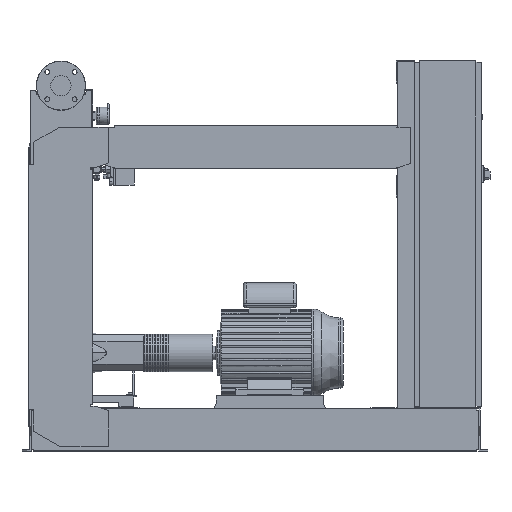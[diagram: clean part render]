
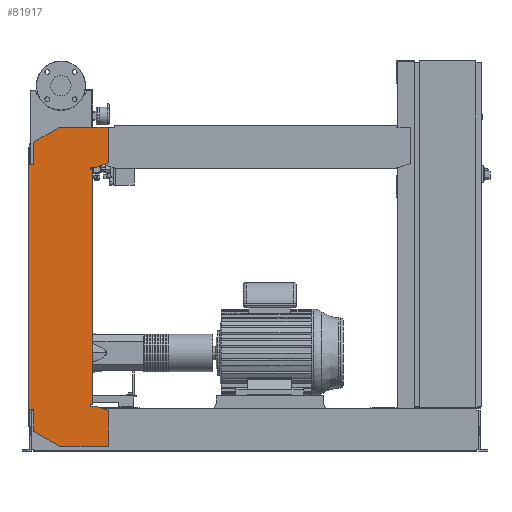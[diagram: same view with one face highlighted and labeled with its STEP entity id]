
A CAD part, front view. The second image highlights one B-rep face of the part: STEP entity #81917.
In plain terms, the highlighted free-form (B-spline) face has degree [1, 1] with [2, 2] control points.
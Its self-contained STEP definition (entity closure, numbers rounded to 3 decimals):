
#81402=CARTESIAN_POINT('',(-102.0,-234.5,1076.0));
#81403=VERTEX_POINT('',#81402);
#81410=CARTESIAN_POINT('',(-102.0,-234.5,1158.574));
#81411=VERTEX_POINT('',#81410);
#81412=CARTESIAN_POINT('',(-102.0,-234.5,1076.0));
#81413=DIRECTION('',(0.0,0.0,1.0));
#81414=VECTOR('',#81413,82.574);
#81415=LINE('',#81412,#81414);
#81416=EDGE_CURVE('',#81403,#81411,#81415,.T.);
#81434=CARTESIAN_POINT('',(-6.,-234.5,1214.0));
#81435=VERTEX_POINT('',#81434);
#81436=CARTESIAN_POINT('',(-102.0,-234.5,1158.574));
#81437=DIRECTION('',(0.866,0.0,0.5));
#81438=VECTOR('',#81437,110.851);
#81439=LINE('',#81436,#81438);
#81440=EDGE_CURVE('',#81411,#81435,#81439,.T.);
#81458=CARTESIAN_POINT('',(177.0,-234.5,1214.0));
#81459=VERTEX_POINT('',#81458);
#81460=CARTESIAN_POINT('',(-6.,-234.5,1214.0));
#81461=DIRECTION('',(1.0,0.0,0.0));
#81462=VECTOR('',#81461,183.0);
#81463=LINE('',#81460,#81462);
#81464=EDGE_CURVE('',#81435,#81459,#81463,.T.);
#81482=CARTESIAN_POINT('',(177.0,-234.5,1080.379));
#81483=VERTEX_POINT('',#81482);
#81484=CARTESIAN_POINT('',(177.0,-234.5,1214.0));
#81485=DIRECTION('',(0.0,0.0,-1.0));
#81486=VECTOR('',#81485,133.621);
#81487=LINE('',#81484,#81486);
#81488=EDGE_CURVE('',#81459,#81483,#81487,.T.);
#81506=CARTESIAN_POINT('',(132.,-234.5,1064.0));
#81507=VERTEX_POINT('',#81506);
#81508=CARTESIAN_POINT('',(177.0,-234.5,1080.379));
#81509=DIRECTION('',(-0.94,0.,-0.342));
#81510=VECTOR('',#81509,47.888);
#81511=LINE('',#81508,#81510);
#81512=EDGE_CURVE('',#81483,#81507,#81511,.T.);
#81530=CARTESIAN_POINT('',(112.0,-234.5,1064.0));
#81531=VERTEX_POINT('',#81530);
#81532=CARTESIAN_POINT('',(132.,-234.5,1064.0));
#81533=DIRECTION('',(-1.0,0.0,0.0));
#81534=VECTOR('',#81533,20.);
#81535=LINE('',#81532,#81534);
#81536=EDGE_CURVE('',#81507,#81531,#81535,.T.);
#81554=CARTESIAN_POINT('',(112.0,-234.5,1056.0));
#81555=VERTEX_POINT('',#81554);
#81556=CARTESIAN_POINT('',(112.0,-234.5,1064.0));
#81557=DIRECTION('',(0.0,0.0,-1.0));
#81558=VECTOR('',#81557,8.0);
#81559=LINE('',#81556,#81558);
#81560=EDGE_CURVE('',#81531,#81555,#81559,.T.);
#81578=CARTESIAN_POINT('',(120.,-234.5,1056.0));
#81579=VERTEX_POINT('',#81578);
#81580=CARTESIAN_POINT('',(112.0,-234.5,1056.0));
#81581=DIRECTION('',(1.0,0.0,0.0));
#81582=VECTOR('',#81581,8.);
#81583=LINE('',#81580,#81582);
#81584=EDGE_CURVE('',#81555,#81579,#81583,.T.);
#81602=CARTESIAN_POINT('',(120.,-234.5,176.));
#81603=VERTEX_POINT('',#81602);
#81614=CARTESIAN_POINT('',(120.,-234.5,1056.0));
#81615=DIRECTION('',(0.0,0.0,-1.0));
#81616=VECTOR('',#81615,880.);
#81617=LINE('',#81614,#81616);
#81618=EDGE_CURVE('',#81579,#81603,#81617,.T.);
#81632=CARTESIAN_POINT('',(112.,-234.5,176.));
#81633=VERTEX_POINT('',#81632);
#81634=CARTESIAN_POINT('',(120.,-234.5,176.));
#81635=DIRECTION('',(-1.0,0.0,0.0));
#81636=VECTOR('',#81635,8.);
#81637=LINE('',#81634,#81636);
#81638=EDGE_CURVE('',#81603,#81633,#81637,.T.);
#81656=CARTESIAN_POINT('',(112.,-234.5,168.));
#81657=VERTEX_POINT('',#81656);
#81658=CARTESIAN_POINT('',(112.,-234.5,176.));
#81659=DIRECTION('',(0.0,0.0,-1.0));
#81660=VECTOR('',#81659,8.0);
#81661=LINE('',#81658,#81660);
#81662=EDGE_CURVE('',#81633,#81657,#81661,.T.);
#81680=CARTESIAN_POINT('',(132.,-234.5,168.));
#81681=VERTEX_POINT('',#81680);
#81682=CARTESIAN_POINT('',(112.,-234.5,168.));
#81683=DIRECTION('',(1.0,0.0,0.0));
#81684=VECTOR('',#81683,20.0);
#81685=LINE('',#81682,#81684);
#81686=EDGE_CURVE('',#81657,#81681,#81685,.T.);
#81704=CARTESIAN_POINT('',(177.,-234.5,151.621));
#81705=VERTEX_POINT('',#81704);
#81706=CARTESIAN_POINT('',(132.,-234.5,168.));
#81707=DIRECTION('',(0.94,0.,-0.342));
#81708=VECTOR('',#81707,47.888);
#81709=LINE('',#81706,#81708);
#81710=EDGE_CURVE('',#81681,#81705,#81709,.T.);
#81728=CARTESIAN_POINT('',(177.,-234.5,18.0));
#81729=VERTEX_POINT('',#81728);
#81730=CARTESIAN_POINT('',(177.,-234.5,151.621));
#81731=DIRECTION('',(0.0,0.0,-1.0));
#81732=VECTOR('',#81731,133.621);
#81733=LINE('',#81730,#81732);
#81734=EDGE_CURVE('',#81705,#81729,#81733,.T.);
#81752=CARTESIAN_POINT('',(-4.,-234.5,18.0));
#81753=VERTEX_POINT('',#81752);
#81754=CARTESIAN_POINT('',(177.,-234.5,18.0));
#81755=DIRECTION('',(-1.0,0.0,0.0));
#81756=VECTOR('',#81755,181.);
#81757=LINE('',#81754,#81756);
#81758=EDGE_CURVE('',#81729,#81753,#81757,.T.);
#81776=CARTESIAN_POINT('',(-102.,-234.5,74.58));
#81777=VERTEX_POINT('',#81776);
#81778=CARTESIAN_POINT('',(-4.,-234.5,18.0));
#81779=DIRECTION('',(-0.866,0.0,0.5));
#81780=VECTOR('',#81779,113.161);
#81781=LINE('',#81778,#81780);
#81782=EDGE_CURVE('',#81753,#81777,#81781,.T.);
#81800=CARTESIAN_POINT('',(-102.,-234.5,156.0));
#81801=VERTEX_POINT('',#81800);
#81802=CARTESIAN_POINT('',(-102.,-234.5,74.58));
#81803=DIRECTION('',(0.0,0.0,1.0));
#81804=VECTOR('',#81803,81.42);
#81805=LINE('',#81802,#81804);
#81806=EDGE_CURVE('',#81777,#81801,#81805,.T.);
#81824=CARTESIAN_POINT('',(-122.,-234.5,156.0));
#81825=VERTEX_POINT('',#81824);
#81826=CARTESIAN_POINT('',(-102.,-234.5,156.0));
#81827=DIRECTION('',(-1.0,0.0,0.0));
#81828=VECTOR('',#81827,20.0);
#81829=LINE('',#81826,#81828);
#81830=EDGE_CURVE('',#81801,#81825,#81829,.T.);
#81848=CARTESIAN_POINT('',(-122.0,-234.5,1076.0));
#81849=VERTEX_POINT('',#81848);
#81862=CARTESIAN_POINT('',(-122.,-234.5,156.0));
#81863=DIRECTION('',(0.0,0.0,1.0));
#81864=VECTOR('',#81863,920.0);
#81865=LINE('',#81862,#81864);
#81866=EDGE_CURVE('',#81825,#81849,#81865,.T.);
#81880=CARTESIAN_POINT('',(-122.0,-234.5,1076.0));
#81881=DIRECTION('',(1.0,0.0,0.0));
#81882=VECTOR('',#81881,20.0);
#81883=LINE('',#81880,#81882);
#81884=EDGE_CURVE('',#81849,#81403,#81883,.T.);
#81890=CARTESIAN_POINT('',(-122.,-234.5,18.0));
#81891=CARTESIAN_POINT('',(177.0,-234.5,18.0));
#81892=CARTESIAN_POINT('',(-122.,-234.5,1214.0));
#81893=CARTESIAN_POINT('',(177.0,-234.5,1214.0));
#81894=B_SPLINE_SURFACE_WITH_KNOTS('',1,1,((#81890,#81892),(#81891,#81893)),.UNSPECIFIED.,.F.,.F.,.U.,(2,2),(2,2),(0.0,299.),(0.0,1196.0),.UNSPECIFIED.);
#81895=ORIENTED_EDGE('',*,*,#81884,.F.);
#81896=ORIENTED_EDGE('',*,*,#81866,.F.);
#81897=ORIENTED_EDGE('',*,*,#81830,.F.);
#81898=ORIENTED_EDGE('',*,*,#81806,.F.);
#81899=ORIENTED_EDGE('',*,*,#81782,.F.);
#81900=ORIENTED_EDGE('',*,*,#81758,.F.);
#81901=ORIENTED_EDGE('',*,*,#81734,.F.);
#81902=ORIENTED_EDGE('',*,*,#81710,.F.);
#81903=ORIENTED_EDGE('',*,*,#81686,.F.);
#81904=ORIENTED_EDGE('',*,*,#81662,.F.);
#81905=ORIENTED_EDGE('',*,*,#81638,.F.);
#81906=ORIENTED_EDGE('',*,*,#81618,.F.);
#81907=ORIENTED_EDGE('',*,*,#81584,.F.);
#81908=ORIENTED_EDGE('',*,*,#81560,.F.);
#81909=ORIENTED_EDGE('',*,*,#81536,.F.);
#81910=ORIENTED_EDGE('',*,*,#81512,.F.);
#81911=ORIENTED_EDGE('',*,*,#81488,.F.);
#81912=ORIENTED_EDGE('',*,*,#81464,.F.);
#81913=ORIENTED_EDGE('',*,*,#81440,.F.);
#81914=ORIENTED_EDGE('',*,*,#81416,.F.);
#81915=EDGE_LOOP('',(#81895,#81896,#81897,#81898,#81899,#81900,#81901,#81902,#81903,#81904,#81905,#81906,#81907,#81908,#81909,#81910,#81911,#81912,#81913,#81914));
#81916=FACE_OUTER_BOUND('',#81915,.T.);
#81917=ADVANCED_FACE('',(#81916),#81894,.T.);
